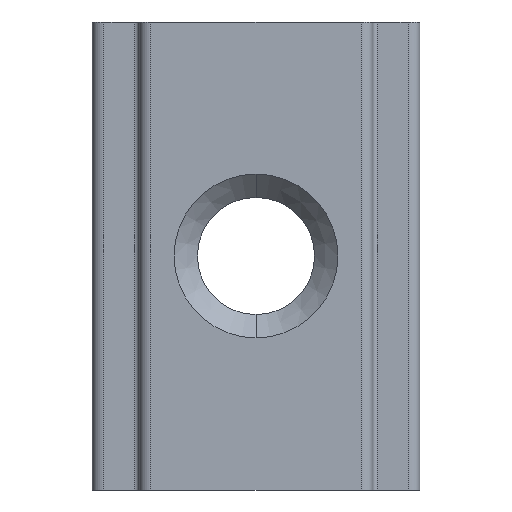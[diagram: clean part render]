
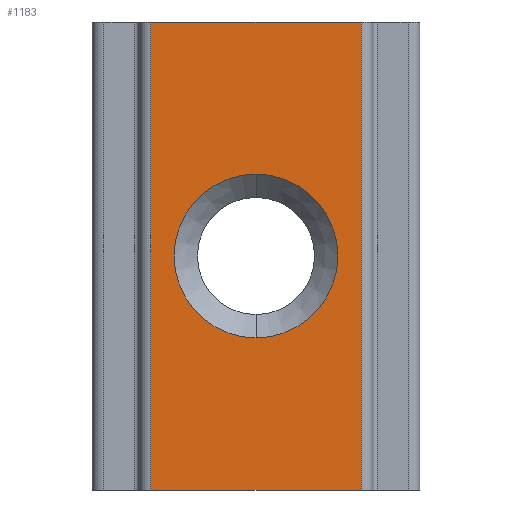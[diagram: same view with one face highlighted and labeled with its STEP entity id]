
A CAD part, front view. The second image highlights one B-rep face of the part: STEP entity #1183.
In plain terms, the highlighted planar face has unit normal (0, -1, 0).
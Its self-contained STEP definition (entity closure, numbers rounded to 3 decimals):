
#1 = PLANE ( 'NONE',  #130 ) ;
#9 = DIRECTION ( 'NONE',  ( 1., 0., 0. ) ) ;
#70 = CARTESIAN_POINT ( 'NONE',  ( 4.5, 0., 20. ) ) ;
#80 = CARTESIAN_POINT ( 'NONE',  ( -4.5, 0., 20. ) ) ;
#85 = ORIENTED_EDGE ( 'NONE', *, *, #245, .T. ) ;
#121 = VERTEX_POINT ( 'NONE', #726 ) ;
#125 = EDGE_CURVE ( 'NONE', #417, #587, #1375, .T. ) ;
#130 = AXIS2_PLACEMENT_3D ( 'NONE', #1090, #997, #1301 ) ;
#206 = CARTESIAN_POINT ( 'NONE',  ( 0., 0., 6.5 ) ) ;
#245 = EDGE_CURVE ( 'NONE', #1366, #121, #1003, .T. ) ;
#266 = FACE_BOUND ( 'NONE', #376, .T. ) ;
#276 = AXIS2_PLACEMENT_3D ( 'NONE', #801, #463, #378 ) ;
#334 = CARTESIAN_POINT ( 'NONE',  ( 0., 0., 13.5 ) ) ;
#372 = CARTESIAN_POINT ( 'NONE',  ( -5., 0., 0. ) ) ;
#376 = EDGE_LOOP ( 'NONE', ( #538, #631 ) ) ;
#378 = DIRECTION ( 'NONE',  ( 0., 0., 1. ) ) ;
#417 = VERTEX_POINT ( 'NONE', #502 ) ;
#446 = VECTOR ( 'NONE', #974, 1000. ) ;
#463 = DIRECTION ( 'NONE',  ( 0., 1., 0. ) ) ;
#474 = CARTESIAN_POINT ( 'NONE',  ( -4.5, 0., 20. ) ) ;
#502 = CARTESIAN_POINT ( 'NONE',  ( 4.5, 0., 0. ) ) ;
#538 = ORIENTED_EDGE ( 'NONE', *, *, #835, .T. ) ;
#554 = LINE ( 'NONE', #372, #823 ) ;
#587 = VERTEX_POINT ( 'NONE', #1394 ) ;
#593 = EDGE_CURVE ( 'NONE', #1366, #587, #594, .T. ) ;
#594 = LINE ( 'NONE', #606, #945 ) ;
#606 = CARTESIAN_POINT ( 'NONE',  ( -5., 0., 20. ) ) ;
#611 = FACE_OUTER_BOUND ( 'NONE', #634, .T. ) ;
#618 = CARTESIAN_POINT ( 'NONE',  ( 0., 0., 10. ) ) ;
#622 = ORIENTED_EDGE ( 'NONE', *, *, #902, .T. ) ;
#631 = ORIENTED_EDGE ( 'NONE', *, *, #912, .T. ) ;
#634 = EDGE_LOOP ( 'NONE', ( #1131, #85, #622, #1322 ) ) ;
#694 = VERTEX_POINT ( 'NONE', #206 ) ;
#726 = CARTESIAN_POINT ( 'NONE',  ( -4.5, 0., 0. ) ) ;
#732 = DIRECTION ( 'NONE',  ( 0., 0., 1. ) ) ;
#801 = CARTESIAN_POINT ( 'NONE',  ( 0., 0., 10. ) ) ;
#823 = VECTOR ( 'NONE', #1135, 1000. ) ;
#835 = EDGE_CURVE ( 'NONE', #694, #1124, #944, .T. ) ;
#886 = VECTOR ( 'NONE', #1175, 1000. ) ;
#902 = EDGE_CURVE ( 'NONE', #121, #417, #554, .T. ) ;
#912 = EDGE_CURVE ( 'NONE', #1124, #694, #1171, .T. ) ;
#944 = CIRCLE ( 'NONE', #1028, 3.5 ) ;
#945 = VECTOR ( 'NONE', #9, 1000. ) ;
#974 = DIRECTION ( 'NONE',  ( 0., 0., 1. ) ) ;
#997 = DIRECTION ( 'NONE',  ( 0., 1., 0. ) ) ;
#1003 = LINE ( 'NONE', #80, #886 ) ;
#1028 = AXIS2_PLACEMENT_3D ( 'NONE', #618, #1091, #732 ) ;
#1090 = CARTESIAN_POINT ( 'NONE',  ( -5., 0., 20. ) ) ;
#1091 = DIRECTION ( 'NONE',  ( 0., 1., 0. ) ) ;
#1124 = VERTEX_POINT ( 'NONE', #334 ) ;
#1131 = ORIENTED_EDGE ( 'NONE', *, *, #593, .F. ) ;
#1135 = DIRECTION ( 'NONE',  ( 1., 0., 0. ) ) ;
#1171 = CIRCLE ( 'NONE', #276, 3.5 ) ;
#1175 = DIRECTION ( 'NONE',  ( 0., 0., -1. ) ) ;
#1183 = ADVANCED_FACE ( 'NONE', ( #266, #611 ), #1, .F. ) ;
#1301 = DIRECTION ( 'NONE',  ( 0., 0., 1. ) ) ;
#1322 = ORIENTED_EDGE ( 'NONE', *, *, #125, .T. ) ;
#1366 = VERTEX_POINT ( 'NONE', #474 ) ;
#1375 = LINE ( 'NONE', #70, #446 ) ;
#1394 = CARTESIAN_POINT ( 'NONE',  ( 4.5, 0., 20. ) ) ;
